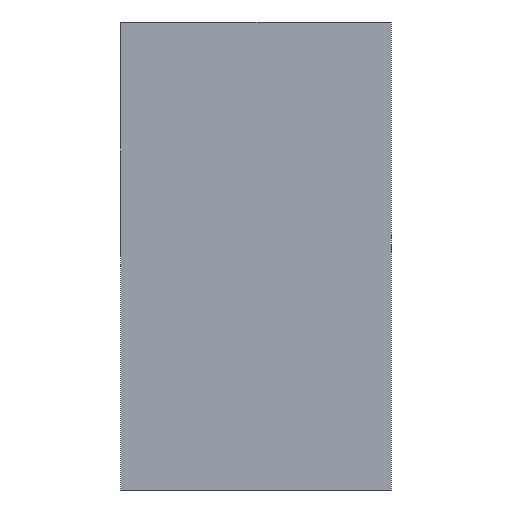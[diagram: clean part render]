
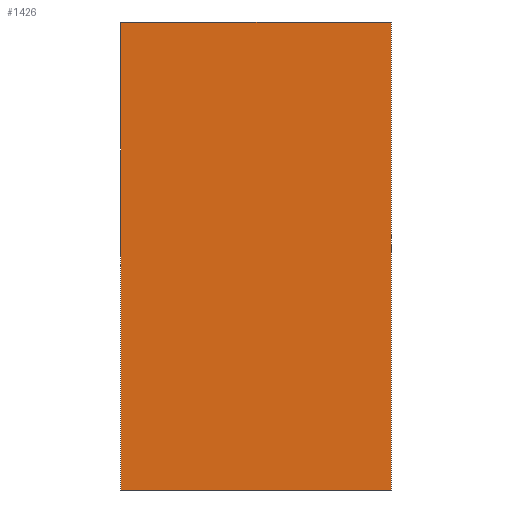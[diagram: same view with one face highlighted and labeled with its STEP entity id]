
A CAD part, left-side view. The second image highlights one B-rep face of the part: STEP entity #1426.
In plain terms, the highlighted planar face has unit normal (-1, 0, 0).
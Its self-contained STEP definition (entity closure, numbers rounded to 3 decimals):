
#68 = VECTOR ( 'NONE', #1425, 1000. ) ;
#102 = VECTOR ( 'NONE', #393, 1000. ) ;
#166 = VERTEX_POINT ( 'NONE', #826 ) ;
#250 = DIRECTION ( 'NONE',  ( -1., 0., 0. ) ) ;
#264 = PLANE ( 'NONE',  #1862 ) ;
#360 = LINE ( 'NONE', #1543, #2301 ) ;
#380 = LINE ( 'NONE', #1751, #102 ) ;
#393 = DIRECTION ( 'NONE',  ( 0., 1., 0. ) ) ;
#526 = EDGE_CURVE ( 'NONE', #2330, #1379, #2045, .T. ) ;
#565 = ORIENTED_EDGE ( 'NONE', *, *, #1689, .T. ) ;
#671 = VECTOR ( 'NONE', #893, 1000. ) ;
#737 = VERTEX_POINT ( 'NONE', #1184 ) ;
#782 = DIRECTION ( 'NONE',  ( 0., 0., 1. ) ) ;
#826 = CARTESIAN_POINT ( 'NONE',  ( -0.01, 1.09, -1.89 ) ) ;
#893 = DIRECTION ( 'NONE',  ( 0., 0., 1. ) ) ;
#1078 = EDGE_CURVE ( 'NONE', #1379, #737, #380, .T. ) ;
#1082 = ORIENTED_EDGE ( 'NONE', *, *, #1246, .T. ) ;
#1090 = CARTESIAN_POINT ( 'NONE',  ( -0.01, -0.01, 0.01 ) ) ;
#1184 = CARTESIAN_POINT ( 'NONE',  ( -0.01, 1.09, 0.01 ) ) ;
#1246 = EDGE_CURVE ( 'NONE', #166, #2330, #2392, .T. ) ;
#1284 = CARTESIAN_POINT ( 'NONE',  ( -0.01, -0.01, -1.89 ) ) ;
#1379 = VERTEX_POINT ( 'NONE', #1090 ) ;
#1414 = ORIENTED_EDGE ( 'NONE', *, *, #1078, .T. ) ;
#1425 = DIRECTION ( 'NONE',  ( 0., -1., 0. ) ) ;
#1426 = ADVANCED_FACE ( 'NONE', ( #2052 ), #264, .T. ) ;
#1543 = CARTESIAN_POINT ( 'NONE',  ( -0.01, 1.09, -1.89 ) ) ;
#1625 = CARTESIAN_POINT ( 'NONE',  ( -0.01, 1.09, -1.89 ) ) ;
#1689 = EDGE_CURVE ( 'NONE', #737, #166, #360, .T. ) ;
#1751 = CARTESIAN_POINT ( 'NONE',  ( -0.01, 1.09, 0.01 ) ) ;
#1794 = CARTESIAN_POINT ( 'NONE',  ( -0.01, 0., 0. ) ) ;
#1862 = AXIS2_PLACEMENT_3D ( 'NONE', #1794, #250, #782 ) ;
#2045 = LINE ( 'NONE', #1284, #671 ) ;
#2052 = FACE_OUTER_BOUND ( 'NONE', #2153, .T. ) ;
#2093 = CARTESIAN_POINT ( 'NONE',  ( -0.01, -0.01, -1.89 ) ) ;
#2136 = ORIENTED_EDGE ( 'NONE', *, *, #526, .T. ) ;
#2153 = EDGE_LOOP ( 'NONE', ( #1082, #2136, #1414, #565 ) ) ;
#2296 = DIRECTION ( 'NONE',  ( 0., 0., -1. ) ) ;
#2301 = VECTOR ( 'NONE', #2296, 1000. ) ;
#2330 = VERTEX_POINT ( 'NONE', #2093 ) ;
#2392 = LINE ( 'NONE', #1625, #68 ) ;
